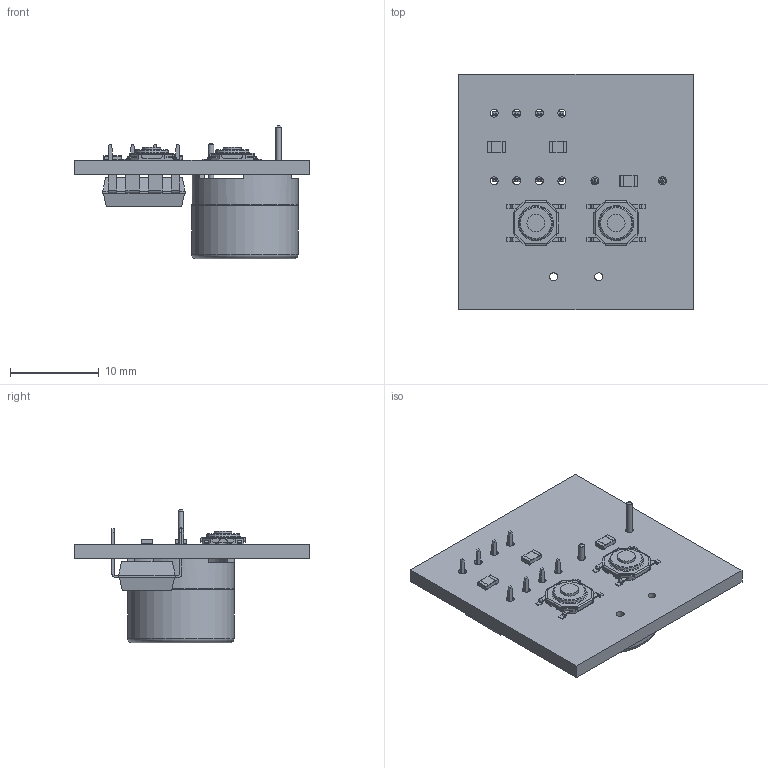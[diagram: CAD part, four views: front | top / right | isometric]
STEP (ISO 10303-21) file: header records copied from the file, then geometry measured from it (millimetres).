
FILE_DESCRIPTION(('FreeCAD Model'),'2;1');
FILE_NAME('reference-project1.step','2017-10-30T23:39:56',('kicad StepUp'),( 'ksu MCAD'),'Open CASCADE STEP processor 6.9','FreeCAD','Unknown');
FILE_SCHEMA(('AUTOMOTIVE_DESIGN { 1 0 10303 214 1 1 1 1 }'));
Length unit declared in the file: millimetre
Products named in the file (9): ASSEMBLY; Pcb; TL3342FxxxQG_v7_; TL3342FxxxQG_v7_001; R_0805_; R_0805_001; DIP-8_W7.62mm_; Buzzer_-_7.6mm_v2_; R_0805_002
Assembly tree (8 placements, depth 2):
  ASSEMBLY
    Pcb
    TL3342FxxxQG_v7_
    TL3342FxxxQG_v7_001
    R_0805_
    R_0805_001
    DIP-8_W7.62mm_
    Buzzer_-_7.6mm_v2_
    R_0805_002
Bounding box: 26.33 x 26.5 x 15 mm (x, y, z)
Volume: 2300.5 mm3; surface area: 2820.4 mm2
Topology: 8 solids, 8 shells, 573 faces, 1491 edges, 955 vertices
Faces by surface type: plane 413, cylinder 131, bspline 20, torus 5, cone 4
Full cylindrical faces by diameter (mm): 0.6 x2, 0.9 x12, 1.648 x1, 1.794 x1, 2 x2, 2.2 x1, 8.5 x1, 11.5 x1, 12 x2
Entity records: 21728 total; most frequent: CARTESIAN_POINT 3440, ORIENTED_EDGE 2982, DIRECTION 2902, EDGE_CURVE 1491, LINE 1158, VECTOR 1158, VERTEX_POINT 955, AXIS2_PLACEMENT_3D 872
